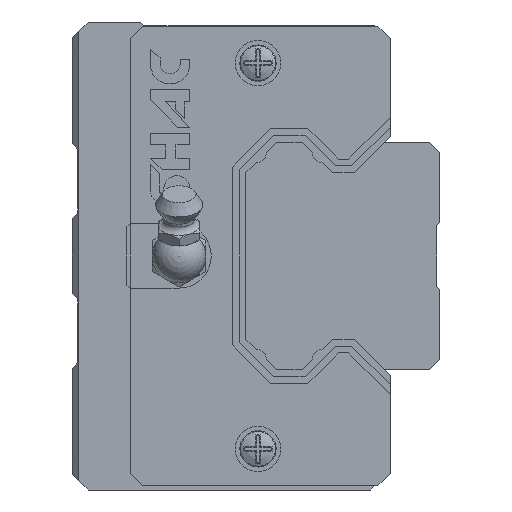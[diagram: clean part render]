
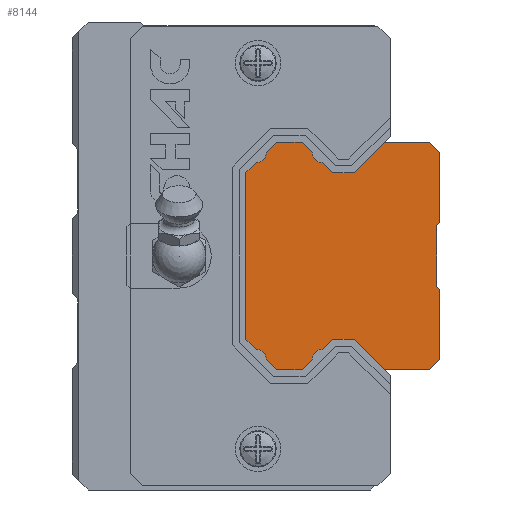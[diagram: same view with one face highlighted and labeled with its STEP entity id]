
A CAD part, left-side view. The second image highlights one B-rep face of the part: STEP entity #8144.
In plain terms, the highlighted planar face has unit normal (-1, 0, 0).
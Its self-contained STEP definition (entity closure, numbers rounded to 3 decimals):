
#218=CIRCLE('',#8696,1.487);
#219=CIRCLE('',#8697,1.487);
#220=CIRCLE('',#8698,1.487);
#221=CIRCLE('',#8699,1.487);
#428=ORIENTED_EDGE('',*,*,#2780,.T.);
#429=ORIENTED_EDGE('',*,*,#2749,.F.);
#430=ORIENTED_EDGE('',*,*,#2781,.F.);
#431=ORIENTED_EDGE('',*,*,#2782,.F.);
#432=ORIENTED_EDGE('',*,*,#2783,.F.);
#433=ORIENTED_EDGE('',*,*,#2784,.F.);
#434=ORIENTED_EDGE('',*,*,#2785,.F.);
#435=ORIENTED_EDGE('',*,*,#2786,.T.);
#436=ORIENTED_EDGE('',*,*,#2787,.F.);
#437=ORIENTED_EDGE('',*,*,#2788,.F.);
#438=ORIENTED_EDGE('',*,*,#2789,.F.);
#439=ORIENTED_EDGE('',*,*,#2790,.T.);
#440=ORIENTED_EDGE('',*,*,#2791,.F.);
#441=ORIENTED_EDGE('',*,*,#2792,.F.);
#442=ORIENTED_EDGE('',*,*,#2793,.F.);
#443=ORIENTED_EDGE('',*,*,#2794,.T.);
#444=ORIENTED_EDGE('',*,*,#2795,.F.);
#445=ORIENTED_EDGE('',*,*,#2796,.F.);
#446=ORIENTED_EDGE('',*,*,#2797,.F.);
#447=ORIENTED_EDGE('',*,*,#2798,.T.);
#448=ORIENTED_EDGE('',*,*,#2799,.F.);
#449=ORIENTED_EDGE('',*,*,#2800,.F.);
#450=ORIENTED_EDGE('',*,*,#2801,.F.);
#451=ORIENTED_EDGE('',*,*,#2802,.F.);
#452=ORIENTED_EDGE('',*,*,#2803,.F.);
#453=ORIENTED_EDGE('',*,*,#2751,.F.);
#454=ORIENTED_EDGE('',*,*,#2804,.T.);
#455=ORIENTED_EDGE('',*,*,#2805,.T.);
#2749=EDGE_CURVE('',#3926,#3924,#4730,.T.);
#2751=EDGE_CURVE('',#3928,#3929,#4732,.T.);
#2780=EDGE_CURVE('',#3955,#3924,#4757,.T.);
#2781=EDGE_CURVE('',#3956,#3926,#4758,.T.);
#2782=EDGE_CURVE('',#3957,#3956,#4759,.T.);
#2783=EDGE_CURVE('',#3958,#3957,#4760,.T.);
#2784=EDGE_CURVE('',#3959,#3958,#4761,.T.);
#2785=EDGE_CURVE('',#3960,#3959,#4762,.T.);
#2786=EDGE_CURVE('',#3960,#3961,#218,.T.);
#2787=EDGE_CURVE('',#3962,#3961,#4763,.T.);
#2788=EDGE_CURVE('',#3963,#3962,#4764,.T.);
#2789=EDGE_CURVE('',#3964,#3963,#4765,.T.);
#2790=EDGE_CURVE('',#3964,#3965,#219,.T.);
#2791=EDGE_CURVE('',#3966,#3965,#4766,.T.);
#2792=EDGE_CURVE('',#3967,#3966,#4767,.T.);
#2793=EDGE_CURVE('',#3968,#3967,#4768,.T.);
#2794=EDGE_CURVE('',#3968,#3969,#220,.T.);
#2795=EDGE_CURVE('',#3970,#3969,#4769,.T.);
#2796=EDGE_CURVE('',#3971,#3970,#4770,.T.);
#2797=EDGE_CURVE('',#3972,#3971,#4771,.T.);
#2798=EDGE_CURVE('',#3972,#3973,#221,.T.);
#2799=EDGE_CURVE('',#3974,#3973,#4772,.T.);
#2800=EDGE_CURVE('',#3975,#3974,#4773,.T.);
#2801=EDGE_CURVE('',#3976,#3975,#4774,.T.);
#2802=EDGE_CURVE('',#3977,#3976,#4775,.T.);
#2803=EDGE_CURVE('',#3929,#3977,#4776,.T.);
#2804=EDGE_CURVE('',#3928,#3978,#4777,.T.);
#2805=EDGE_CURVE('',#3978,#3955,#4778,.T.);
#3924=VERTEX_POINT('',#11631);
#3926=VERTEX_POINT('',#11635);
#3928=VERTEX_POINT('',#11640);
#3929=VERTEX_POINT('',#11642);
#3955=VERTEX_POINT('',#11699);
#3956=VERTEX_POINT('',#11701);
#3957=VERTEX_POINT('',#11703);
#3958=VERTEX_POINT('',#11705);
#3959=VERTEX_POINT('',#11707);
#3960=VERTEX_POINT('',#11709);
#3961=VERTEX_POINT('',#11711);
#3962=VERTEX_POINT('',#11713);
#3963=VERTEX_POINT('',#11715);
#3964=VERTEX_POINT('',#11717);
#3965=VERTEX_POINT('',#11719);
#3966=VERTEX_POINT('',#11721);
#3967=VERTEX_POINT('',#11723);
#3968=VERTEX_POINT('',#11725);
#3969=VERTEX_POINT('',#11727);
#3970=VERTEX_POINT('',#11729);
#3971=VERTEX_POINT('',#11731);
#3972=VERTEX_POINT('',#11733);
#3973=VERTEX_POINT('',#11735);
#3974=VERTEX_POINT('',#11737);
#3975=VERTEX_POINT('',#11739);
#3976=VERTEX_POINT('',#11741);
#3977=VERTEX_POINT('',#11743);
#3978=VERTEX_POINT('',#11746);
#4730=LINE('',#11636,#5699);
#4732=LINE('',#11641,#5701);
#4757=LINE('',#11698,#5726);
#4758=LINE('',#11700,#5727);
#4759=LINE('',#11702,#5728);
#4760=LINE('',#11704,#5729);
#4761=LINE('',#11706,#5730);
#4762=LINE('',#11708,#5731);
#4763=LINE('',#11712,#5732);
#4764=LINE('',#11714,#5733);
#4765=LINE('',#11716,#5734);
#4766=LINE('',#11720,#5735);
#4767=LINE('',#11722,#5736);
#4768=LINE('',#11724,#5737);
#4769=LINE('',#11728,#5738);
#4770=LINE('',#11730,#5739);
#4771=LINE('',#11732,#5740);
#4772=LINE('',#11736,#5741);
#4773=LINE('',#11738,#5742);
#4774=LINE('',#11740,#5743);
#4775=LINE('',#11742,#5744);
#4776=LINE('',#11744,#5745);
#4777=LINE('',#11745,#5746);
#4778=LINE('',#11747,#5747);
#5699=VECTOR('',#9351,1000.);
#5701=VECTOR('',#9355,1000.);
#5726=VECTOR('',#9392,1000.);
#5727=VECTOR('',#9393,1000.);
#5728=VECTOR('',#9394,1000.);
#5729=VECTOR('',#9395,1000.);
#5730=VECTOR('',#9396,1000.);
#5731=VECTOR('',#9397,1000.);
#5732=VECTOR('',#9400,1000.);
#5733=VECTOR('',#9401,1000.);
#5734=VECTOR('',#9402,1000.);
#5735=VECTOR('',#9405,1000.);
#5736=VECTOR('',#9406,1000.);
#5737=VECTOR('',#9407,1000.);
#5738=VECTOR('',#9410,1000.);
#5739=VECTOR('',#9411,1000.);
#5740=VECTOR('',#9412,1000.);
#5741=VECTOR('',#9415,1000.);
#5742=VECTOR('',#9416,1000.);
#5743=VECTOR('',#9417,1000.);
#5744=VECTOR('',#9418,1000.);
#5745=VECTOR('',#9419,1000.);
#5746=VECTOR('',#9420,1000.);
#5747=VECTOR('',#9421,1000.);
#6668=EDGE_LOOP('',(#428,#429,#430,#431,#432,#433,#434,#435,#436,#437,#438,
#439,#440,#441,#442,#443,#444,#445,#446,#447,#448,#449,#450,#451,#452,#453,
#454,#455));
#7221=FACE_BOUND('',#6668,.T.);
#7778=PLANE('',#8695);
#8144=ADVANCED_FACE('',(#7221),#7778,.F.);
#8695=AXIS2_PLACEMENT_3D('',#11697,#9390,#9391);
#8696=AXIS2_PLACEMENT_3D('',#11710,#9398,#9399);
#8697=AXIS2_PLACEMENT_3D('',#11718,#9403,#9404);
#8698=AXIS2_PLACEMENT_3D('',#11726,#9408,#9409);
#8699=AXIS2_PLACEMENT_3D('',#11734,#9413,#9414);
#9351=DIRECTION('',(0.,0.,-1.));
#9355=DIRECTION('',(0.,0.,-1.));
#9390=DIRECTION('',(1.,0.,0.));
#9391=DIRECTION('',(0.,0.,-1.));
#9392=DIRECTION('',(0.,-0.707,0.707));
#9393=DIRECTION('',(0.,-0.707,-0.707));
#9394=DIRECTION('',(0.,-1.,0.));
#9395=DIRECTION('',(0.,-0.707,0.707));
#9396=DIRECTION('',(0.,-1.,0.));
#9397=DIRECTION('',(0.,-0.707,-0.707));
#9398=DIRECTION('',(1.,0.,0.));
#9399=DIRECTION('',(0.,0.,-1.));
#9400=DIRECTION('',(0.,-0.707,-0.707));
#9401=DIRECTION('',(0.,-1.,0.));
#9402=DIRECTION('',(0.,-0.707,0.707));
#9403=DIRECTION('',(1.,0.,0.));
#9404=DIRECTION('',(0.,0.,-1.));
#9405=DIRECTION('',(0.,-0.707,0.707));
#9406=DIRECTION('',(0.,0.,1.));
#9407=DIRECTION('',(0.,0.707,0.707));
#9408=DIRECTION('',(1.,0.,0.));
#9409=DIRECTION('',(0.,0.,-1.));
#9410=DIRECTION('',(0.,0.707,0.707));
#9411=DIRECTION('',(0.,1.,0.));
#9412=DIRECTION('',(0.,0.707,-0.707));
#9413=DIRECTION('',(1.,0.,0.));
#9414=DIRECTION('',(0.,0.,-1.));
#9415=DIRECTION('',(0.,0.707,-0.707));
#9416=DIRECTION('',(0.,1.,0.));
#9417=DIRECTION('',(0.,0.707,0.707));
#9418=DIRECTION('',(0.,1.,0.));
#9419=DIRECTION('',(0.,0.707,-0.707));
#9420=DIRECTION('',(0.,0.707,0.707));
#9421=DIRECTION('',(0.,0.,1.));
#11631=CARTESIAN_POINT('',(-100.,0.,5.));
#11635=CARTESIAN_POINT('',(-100.,0.,15.5));
#11636=CARTESIAN_POINT('',(-100.,0.,15.5));
#11640=CARTESIAN_POINT('',(-100.,0.,-5.));
#11641=CARTESIAN_POINT('',(-100.,0.,15.5));
#11642=CARTESIAN_POINT('',(-100.,0.,-15.5));
#11697=CARTESIAN_POINT('',(-100.,17.577,15.463));
#11698=CARTESIAN_POINT('',(-100.,0.5,4.5));
#11699=CARTESIAN_POINT('',(-100.,0.5,4.5));
#11700=CARTESIAN_POINT('',(-100.,1.5,17.));
#11701=CARTESIAN_POINT('',(-100.,1.5,17.));
#11702=CARTESIAN_POINT('',(-100.,8.25,17.));
#11703=CARTESIAN_POINT('',(-100.,8.25,17.));
#11704=CARTESIAN_POINT('',(-100.,12.786,12.464));
#11705=CARTESIAN_POINT('',(-100.,12.786,12.464));
#11706=CARTESIAN_POINT('',(-100.,16.04,12.464));
#11707=CARTESIAN_POINT('',(-100.,16.04,12.464));
#11708=CARTESIAN_POINT('',(-100.,17.552,13.976));
#11709=CARTESIAN_POINT('',(-100.,17.552,13.976));
#11710=CARTESIAN_POINT('',(-100.,17.577,15.463));
#11711=CARTESIAN_POINT('',(-100.,19.064,15.488));
#11712=CARTESIAN_POINT('',(-100.,20.576,17.));
#11713=CARTESIAN_POINT('',(-100.,20.576,17.));
#11714=CARTESIAN_POINT('',(-100.,24.464,17.));
#11715=CARTESIAN_POINT('',(-100.,24.464,17.));
#11716=CARTESIAN_POINT('',(-100.,25.976,15.488));
#11717=CARTESIAN_POINT('',(-100.,25.976,15.488));
#11718=CARTESIAN_POINT('',(-100.,27.463,15.463));
#11719=CARTESIAN_POINT('',(-100.,27.488,13.976));
#11720=CARTESIAN_POINT('',(-100.,29.,12.464));
#11721=CARTESIAN_POINT('',(-100.,29.,12.464));
#11722=CARTESIAN_POINT('',(-100.,29.,-12.464));
#11723=CARTESIAN_POINT('',(-100.,29.,-12.464));
#11724=CARTESIAN_POINT('',(-100.,27.488,-13.976));
#11725=CARTESIAN_POINT('',(-100.,27.488,-13.976));
#11726=CARTESIAN_POINT('',(-100.,27.463,-15.463));
#11727=CARTESIAN_POINT('',(-100.,25.976,-15.488));
#11728=CARTESIAN_POINT('',(-100.,24.464,-17.));
#11729=CARTESIAN_POINT('',(-100.,24.464,-17.));
#11730=CARTESIAN_POINT('',(-100.,20.576,-17.));
#11731=CARTESIAN_POINT('',(-100.,20.576,-17.));
#11732=CARTESIAN_POINT('',(-100.,19.064,-15.488));
#11733=CARTESIAN_POINT('',(-100.,19.064,-15.488));
#11734=CARTESIAN_POINT('',(-100.,17.577,-15.463));
#11735=CARTESIAN_POINT('',(-100.,17.552,-13.976));
#11736=CARTESIAN_POINT('',(-100.,16.04,-12.464));
#11737=CARTESIAN_POINT('',(-100.,16.04,-12.464));
#11738=CARTESIAN_POINT('',(-100.,12.786,-12.464));
#11739=CARTESIAN_POINT('',(-100.,12.786,-12.464));
#11740=CARTESIAN_POINT('',(-100.,8.25,-17.));
#11741=CARTESIAN_POINT('',(-100.,8.25,-17.));
#11742=CARTESIAN_POINT('',(-100.,1.5,-17.));
#11743=CARTESIAN_POINT('',(-100.,1.5,-17.));
#11744=CARTESIAN_POINT('',(-100.,0.,-15.5));
#11745=CARTESIAN_POINT('',(-100.,0.,-5.));
#11746=CARTESIAN_POINT('',(-100.,0.5,-4.5));
#11747=CARTESIAN_POINT('',(-100.,0.5,-4.5));
